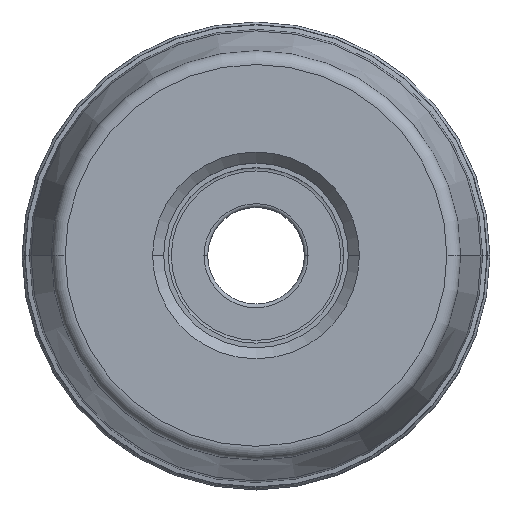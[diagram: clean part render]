
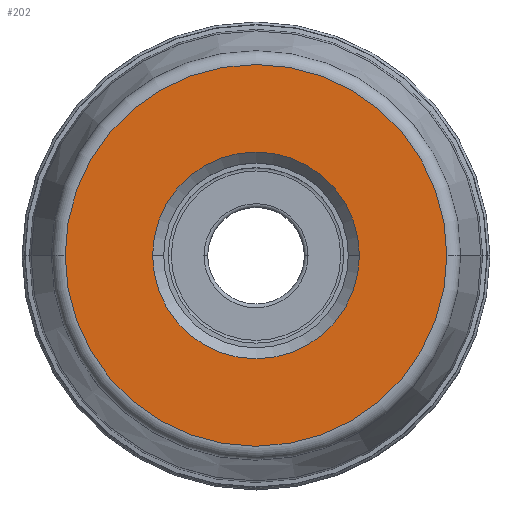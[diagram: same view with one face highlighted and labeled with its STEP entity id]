
A CAD part, top view. The second image highlights one B-rep face of the part: STEP entity #202.
In plain terms, the highlighted planar face has unit normal (0, 0, 1).
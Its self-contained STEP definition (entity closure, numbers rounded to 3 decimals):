
#28=PLANE('',#1876);
#34=FACE_BOUND('',#402,.T.);
#35=FACE_BOUND('',#403,.T.);
#202=ADVANCED_FACE('',(#34,#35),#28,.F.);
#402=EDGE_LOOP('',(#682,#683,#684,#685));
#403=EDGE_LOOP('',(#686,#687,#688,#689));
#682=ORIENTED_EDGE('',*,*,#1192,.F.);
#683=ORIENTED_EDGE('',*,*,#1190,.F.);
#684=ORIENTED_EDGE('',*,*,#1189,.T.);
#685=ORIENTED_EDGE('',*,*,#1193,.T.);
#686=ORIENTED_EDGE('',*,*,#1194,.T.);
#687=ORIENTED_EDGE('',*,*,#1195,.T.);
#688=ORIENTED_EDGE('',*,*,#1196,.T.);
#689=ORIENTED_EDGE('',*,*,#1197,.T.);
#989=VERTEX_POINT('',#3610);
#990=VERTEX_POINT('',#3612);
#991=VERTEX_POINT('',#3614);
#992=VERTEX_POINT('',#3618);
#993=VERTEX_POINT('',#3622);
#994=VERTEX_POINT('',#3623);
#995=VERTEX_POINT('',#3625);
#996=VERTEX_POINT('',#3627);
#1189=EDGE_CURVE('',#990,#989,#1441,.T.);
#1190=EDGE_CURVE('',#990,#991,#1442,.T.);
#1192=EDGE_CURVE('',#991,#992,#1444,.T.);
#1193=EDGE_CURVE('',#989,#992,#1445,.T.);
#1194=EDGE_CURVE('',#993,#994,#1446,.T.);
#1195=EDGE_CURVE('',#994,#995,#1447,.T.);
#1196=EDGE_CURVE('',#995,#996,#1448,.T.);
#1197=EDGE_CURVE('',#996,#993,#1449,.T.);
#1441=CIRCLE('',#1865,20.725);
#1442=CIRCLE('',#1866,20.725);
#1444=CIRCLE('',#1869,20.725);
#1445=CIRCLE('',#1870,20.725);
#1446=CIRCLE('',#1872,11.225);
#1447=CIRCLE('',#1873,11.225);
#1448=CIRCLE('',#1874,11.225);
#1449=CIRCLE('',#1875,11.225);
#1865=AXIS2_PLACEMENT_3D('',#3611,#2288,#2289);
#1866=AXIS2_PLACEMENT_3D('',#3613,#2290,#2291);
#1869=AXIS2_PLACEMENT_3D('',#3617,#2296,#2297);
#1870=AXIS2_PLACEMENT_3D('',#3619,#2298,#2299);
#1872=AXIS2_PLACEMENT_3D('',#3621,#2302,#2303);
#1873=AXIS2_PLACEMENT_3D('',#3624,#2304,#2305);
#1874=AXIS2_PLACEMENT_3D('',#3626,#2306,#2307);
#1875=AXIS2_PLACEMENT_3D('',#3628,#2308,#2309);
#1876=AXIS2_PLACEMENT_3D('',#3629,#2310,#2311);
#2288=DIRECTION('',(0.,0.,1.));
#2289=DIRECTION('',(1.,0.,0.));
#2290=DIRECTION('',(0.,0.,-1.));
#2291=DIRECTION('',(-1.,0.,0.));
#2296=DIRECTION('',(0.,0.,-1.));
#2297=DIRECTION('',(-1.,0.,0.));
#2298=DIRECTION('',(0.,0.,1.));
#2299=DIRECTION('',(1.,0.,0.));
#2302=DIRECTION('',(0.,0.,-1.));
#2303=DIRECTION('',(0.,-1.,0.));
#2304=DIRECTION('',(0.,0.,-1.));
#2305=DIRECTION('',(-1.,0.,0.));
#2306=DIRECTION('',(0.,0.,-1.));
#2307=DIRECTION('',(0.,1.,0.));
#2308=DIRECTION('',(0.,0.,-1.));
#2309=DIRECTION('',(1.,0.,0.));
#2310=DIRECTION('',(0.,0.,-1.));
#2311=DIRECTION('',(1.,0.,0.));
#3610=CARTESIAN_POINT('',(20.725,0.,0.));
#3611=CARTESIAN_POINT('',(0.,0.,0.));
#3612=CARTESIAN_POINT('',(20.725,-0.02,0.));
#3613=CARTESIAN_POINT('',(0.,0.,0.));
#3614=CARTESIAN_POINT('',(-20.725,0.,0.));
#3617=CARTESIAN_POINT('',(0.,0.,0.));
#3618=CARTESIAN_POINT('',(-20.725,0.02,0.));
#3619=CARTESIAN_POINT('',(0.,0.,0.));
#3621=CARTESIAN_POINT('',(0.,0.,0.));
#3622=CARTESIAN_POINT('',(0.,-11.225,0.));
#3623=CARTESIAN_POINT('',(-11.225,0.,0.));
#3624=CARTESIAN_POINT('',(0.,0.,0.));
#3625=CARTESIAN_POINT('',(0.,11.225,0.));
#3626=CARTESIAN_POINT('',(0.,0.,0.));
#3627=CARTESIAN_POINT('',(11.225,0.,0.));
#3628=CARTESIAN_POINT('',(0.,0.,0.));
#3629=CARTESIAN_POINT('',(0.,0.,0.));
